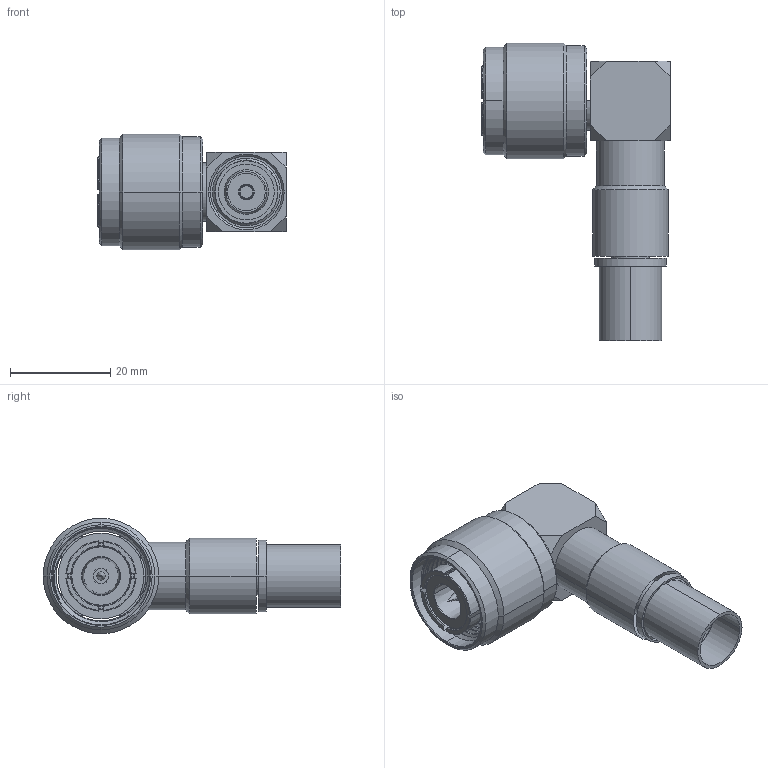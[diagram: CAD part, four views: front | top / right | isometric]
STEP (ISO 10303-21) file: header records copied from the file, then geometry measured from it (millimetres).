
FILE_DESCRIPTION((''),'2;1');
FILE_NAME('82-6316_SW0001','2013-03-15T',('Clement Lazar'),(''),'PRO/ENGINEER BY PARAMETRIC TECHNOLOGY CORPORATION, 2010100','PRO/ENGINEER BY PARAMETRIC TECHNOLOGY CORPORATION, 2010100','');
FILE_SCHEMA(('CONFIG_CONTROL_DESIGN'));
Length unit declared in the file: millimetre
Products named in the file (1): 82-6316_SW0001
Bounding box: 37.52 x 59.24 x 23 mm (x, y, z)
Surface area: 8492.4 mm2 (no closed solid volume)
Topology: 0 solids, 19 shells, 117 faces, 336 edges, 234 vertices
Faces by surface type: cylinder 49, cone 30, plane 28, torus 8, bspline 2
Entity records: 6099 total; most frequent: CARTESIAN_POINT 3032, DIRECTION 671, ORIENTED_EDGE 539, EDGE_CURVE 336, AXIS2_PLACEMENT_3D 268, VERTEX_POINT 234, CIRCLE 153, VECTOR 135
